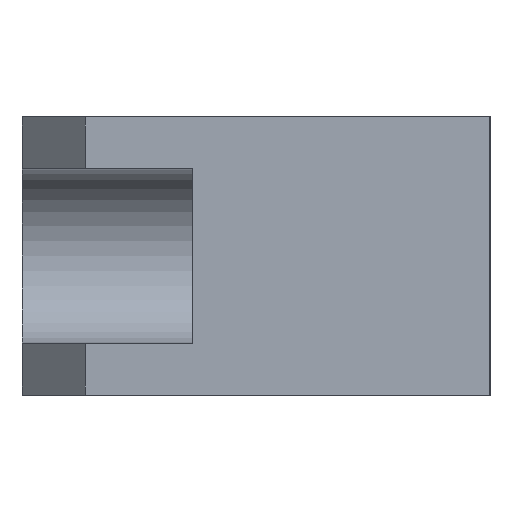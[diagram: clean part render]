
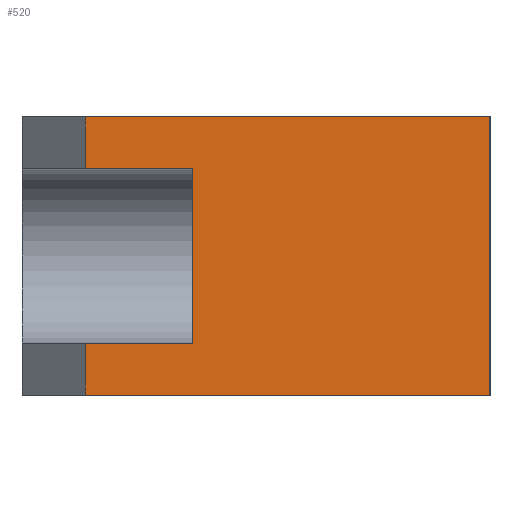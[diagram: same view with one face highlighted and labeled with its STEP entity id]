
A CAD part, left-side view. The second image highlights one B-rep face of the part: STEP entity #520.
In plain terms, the highlighted planar face has unit normal (-1, 0, 0).
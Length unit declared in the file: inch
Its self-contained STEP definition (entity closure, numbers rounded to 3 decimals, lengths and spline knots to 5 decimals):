
#71=FACE_OUTER_BOUND('',#100,.T.);
#100=EDGE_LOOP('',(#466,#467,#468,#469,#470,#471,#472,#473));
#109=LINE('',#749,#163);
#128=LINE('',#800,#182);
#131=LINE('',#806,#185);
#133=LINE('',#811,#187);
#135=LINE('',#815,#189);
#141=LINE('',#830,#195);
#153=LINE('',#872,#207);
#156=LINE('',#879,#210);
#163=VECTOR('',#599,0.3937);
#182=VECTOR('',#640,0.3937);
#185=VECTOR('',#645,0.3937);
#187=VECTOR('',#649,0.3937);
#189=VECTOR('',#653,0.3937);
#195=VECTOR('',#671,0.3937);
#207=VECTOR('',#717,0.3937);
#210=VECTOR('',#728,0.3937);
#216=VERTEX_POINT('',#746);
#217=VERTEX_POINT('',#748);
#238=VERTEX_POINT('',#798);
#240=VERTEX_POINT('',#804);
#241=VERTEX_POINT('',#808);
#242=VERTEX_POINT('',#810);
#243=VERTEX_POINT('',#814);
#259=VERTEX_POINT('',#870);
#266=EDGE_CURVE('',#216,#217,#109,.T.);
#292=EDGE_CURVE('',#238,#216,#128,.T.);
#295=EDGE_CURVE('',#238,#240,#131,.T.);
#297=EDGE_CURVE('',#241,#242,#133,.T.);
#299=EDGE_CURVE('',#243,#242,#135,.T.);
#307=EDGE_CURVE('',#240,#243,#141,.T.);
#329=EDGE_CURVE('',#259,#241,#153,.T.);
#332=EDGE_CURVE('',#259,#217,#156,.T.);
#466=ORIENTED_EDGE('',*,*,#292,.F.);
#467=ORIENTED_EDGE('',*,*,#295,.T.);
#468=ORIENTED_EDGE('',*,*,#307,.T.);
#469=ORIENTED_EDGE('',*,*,#299,.T.);
#470=ORIENTED_EDGE('',*,*,#297,.F.);
#471=ORIENTED_EDGE('',*,*,#329,.F.);
#472=ORIENTED_EDGE('',*,*,#332,.T.);
#473=ORIENTED_EDGE('',*,*,#266,.F.);
#494=PLANE('',#585);
#520=ADVANCED_FACE('',(#71),#494,.T.);
#585=AXIS2_PLACEMENT_3D('',#880,#729,#730);
#599=DIRECTION('',(0.,-1.,0.));
#640=DIRECTION('',(0.,0.,1.));
#645=DIRECTION('',(0.,-1.,0.));
#649=DIRECTION('',(0.,0.,1.));
#653=DIRECTION('',(0.,1.,0.));
#671=DIRECTION('',(0.,0.,-1.));
#717=DIRECTION('',(0.,1.,0.));
#728=DIRECTION('',(0.,0.,1.));
#729=DIRECTION('center_axis',(-1.,0.,0.));
#730=DIRECTION('ref_axis',(0.,-1.,0.));
#746=CARTESIAN_POINT('',(-0.42052,0.35,0.11));
#748=CARTESIAN_POINT('',(-0.42052,0.03,0.11));
#749=CARTESIAN_POINT('',(-0.42052,0.4,0.11));
#798=CARTESIAN_POINT('',(-0.42052,0.35,0.069));
#800=CARTESIAN_POINT('',(-0.42052,0.35,0.));
#804=CARTESIAN_POINT('',(-0.42052,0.265,0.069));
#806=CARTESIAN_POINT('',(-0.42052,0.4,0.069));
#808=CARTESIAN_POINT('',(-0.42052,0.35,-0.11));
#810=CARTESIAN_POINT('',(-0.42052,0.35,-0.069));
#811=CARTESIAN_POINT('',(-0.42052,0.35,0.));
#814=CARTESIAN_POINT('',(-0.42052,0.265,-0.069));
#815=CARTESIAN_POINT('',(-0.42052,0.4,-0.069));
#830=CARTESIAN_POINT('',(-0.42052,0.265,0.));
#870=CARTESIAN_POINT('',(-0.42052,0.03,-0.11));
#872=CARTESIAN_POINT('',(-0.42052,0.4,-0.11));
#879=CARTESIAN_POINT('',(-0.42052,0.03,0.));
#880=CARTESIAN_POINT('Origin',(-0.42052,0.4,0.));
